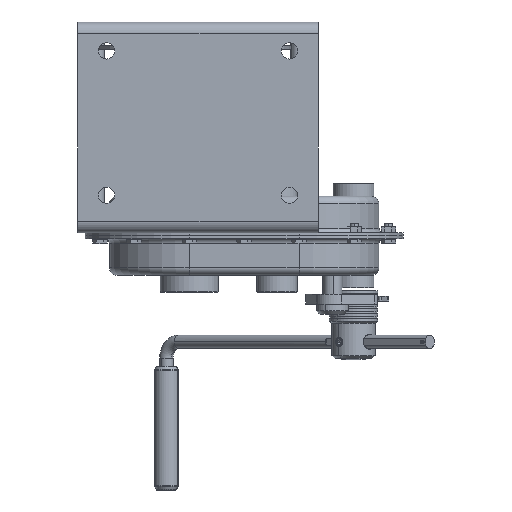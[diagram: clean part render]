
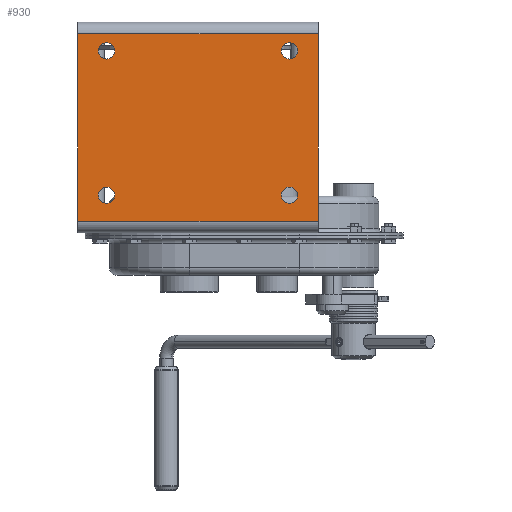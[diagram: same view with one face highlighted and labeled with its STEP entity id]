
A CAD part, left-side view. The second image highlights one B-rep face of the part: STEP entity #930.
In plain terms, the highlighted planar face has unit normal (-1, 0, 0).
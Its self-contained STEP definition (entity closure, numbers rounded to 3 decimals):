
#705 = EDGE_CURVE ( 'NONE', #2350, #2351, #6199, .T. ) ;
#709 = EDGE_CURVE ( 'NONE', #2354, #2355, #6201, .T. ) ;
#713 = EDGE_CURVE ( 'NONE', #2358, #2359, #6203, .T. ) ;
#717 = EDGE_CURVE ( 'NONE', #2362, #2363, #6205, .T. ) ;
#721 = EDGE_CURVE ( 'NONE', #2366, #2367, #12504, .T. ) ;
#735 = EDGE_CURVE ( 'NONE', #2367, #2377, #12546, .T. ) ;
#739 = EDGE_CURVE ( 'NONE', #2379, #2366, #12558, .T. ) ;
#825 = EDGE_CURVE ( 'NONE', #2377, #2379, #13012, .T. ) ;
#826 = EDGE_CURVE ( 'NONE', #2363, #2362, #6270, .T. ) ;
#828 = EDGE_CURVE ( 'NONE', #2359, #2358, #6272, .T. ) ;
#830 = EDGE_CURVE ( 'NONE', #2355, #2354, #6274, .T. ) ;
#832 = EDGE_CURVE ( 'NONE', #2351, #2350, #6276, .T. ) ;
#930 = ADVANCED_FACE ( 'NONE', ( #23794, #23799, #23801, #23803, #23805 ), #13525, .F. ) ;
#2350 = VERTEX_POINT ( 'NONE', #17580 ) ;
#2351 = VERTEX_POINT ( 'NONE', #17581 ) ;
#2354 = VERTEX_POINT ( 'NONE', #17584 ) ;
#2355 = VERTEX_POINT ( 'NONE', #17585 ) ;
#2358 = VERTEX_POINT ( 'NONE', #17588 ) ;
#2359 = VERTEX_POINT ( 'NONE', #17589 ) ;
#2362 = VERTEX_POINT ( 'NONE', #17592 ) ;
#2363 = VERTEX_POINT ( 'NONE', #17593 ) ;
#2366 = VERTEX_POINT ( 'NONE', #17596 ) ;
#2367 = VERTEX_POINT ( 'NONE', #17597 ) ;
#2377 = VERTEX_POINT ( 'NONE', #17607 ) ;
#2379 = VERTEX_POINT ( 'NONE', #17609 ) ;
#3477 = ORIENTED_EDGE ( 'NONE', *, *, #830, .T. ) ;
#3478 = ORIENTED_EDGE ( 'NONE', *, *, #832, .T. ) ;
#3479 = ORIENTED_EDGE ( 'NONE', *, *, #735, .T. ) ;
#3480 = ORIENTED_EDGE ( 'NONE', *, *, #705, .T. ) ;
#3481 = ORIENTED_EDGE ( 'NONE', *, *, #709, .T. ) ;
#3482 = ORIENTED_EDGE ( 'NONE', *, *, #828, .T. ) ;
#3483 = ORIENTED_EDGE ( 'NONE', *, *, #713, .T. ) ;
#3484 = ORIENTED_EDGE ( 'NONE', *, *, #826, .T. ) ;
#3485 = ORIENTED_EDGE ( 'NONE', *, *, #717, .T. ) ;
#3486 = ORIENTED_EDGE ( 'NONE', *, *, #825, .T. ) ;
#3487 = ORIENTED_EDGE ( 'NONE', *, *, #739, .T. ) ;
#3488 = ORIENTED_EDGE ( 'NONE', *, *, #721, .T. ) ;
#6199 = CIRCLE ( 'NONE', #23400, 8.5 ) ;
#6201 = CIRCLE ( 'NONE', #23404, 8.5 ) ;
#6203 = CIRCLE ( 'NONE', #23408, 8.5 ) ;
#6205 = CIRCLE ( 'NONE', #23412, 8.5 ) ;
#6270 = CIRCLE ( 'NONE', #23520, 8.5 ) ;
#6272 = CIRCLE ( 'NONE', #23523, 8.5 ) ;
#6274 = CIRCLE ( 'NONE', #23526, 8.5 ) ;
#6276 = CIRCLE ( 'NONE', #23528, 8.5 ) ;
#12449 = CARTESIAN_POINT ( 'NONE',  ( -134., 10., 42. ) ) ;
#12456 = DIRECTION ( 'NONE',  ( 1., 0., 0. ) ) ;
#12457 = DIRECTION ( 'NONE',  ( 0., 1., 0. ) ) ;
#12461 = CARTESIAN_POINT ( 'NONE',  ( -134., 10., 192. ) ) ;
#12468 = DIRECTION ( 'NONE',  ( 1., 0., 0. ) ) ;
#12469 = DIRECTION ( 'NONE',  ( 0., 1., 0. ) ) ;
#12473 = CARTESIAN_POINT ( 'NONE',  ( -134., 200., 42. ) ) ;
#12480 = DIRECTION ( 'NONE',  ( 1., 0., 0. ) ) ;
#12481 = DIRECTION ( 'NONE',  ( 0., 1., 0. ) ) ;
#12485 = CARTESIAN_POINT ( 'NONE',  ( -134., 200., 192. ) ) ;
#12492 = DIRECTION ( 'NONE',  ( 1., 0., 0. ) ) ;
#12493 = DIRECTION ( 'NONE',  ( 0., 1., 0. ) ) ;
#12504 = LINE ( 'NONE', #12505, #23417 ) ;
#12505 = CARTESIAN_POINT ( 'NONE',  ( -134., -20., 210. ) ) ;
#12506 = DIRECTION ( 'NONE',  ( 0., 1., 0. ) ) ;
#12546 = LINE ( 'NONE', #12547, #23432 ) ;
#12547 = CARTESIAN_POINT ( 'NONE',  ( -134., 230., 3. ) ) ;
#12548 = DIRECTION ( 'NONE',  ( 0., 0., -1. ) ) ;
#12558 = LINE ( 'NONE', #12559, #23436 ) ;
#12559 = CARTESIAN_POINT ( 'NONE',  ( -134., -20., 3. ) ) ;
#12560 = DIRECTION ( 'NONE',  ( 0., 0., 1. ) ) ;
#13011 = CARTESIAN_POINT ( 'NONE',  ( -134., 200., 192. ) ) ;
#13012 = LINE ( 'NONE', #13013, #23525 ) ;
#13013 = CARTESIAN_POINT ( 'NONE',  ( -134., 230., 15. ) ) ;
#13014 = DIRECTION ( 'NONE',  ( 0., -1., 0. ) ) ;
#13015 = DIRECTION ( 'NONE',  ( 1., 0., 0. ) ) ;
#13016 = DIRECTION ( 'NONE',  ( 0., 1., 0. ) ) ;
#13020 = CARTESIAN_POINT ( 'NONE',  ( -134., 200., 42. ) ) ;
#13021 = DIRECTION ( 'NONE',  ( 1., 0., 0. ) ) ;
#13022 = DIRECTION ( 'NONE',  ( 0., 1., 0. ) ) ;
#13026 = CARTESIAN_POINT ( 'NONE',  ( -134., 10., 192. ) ) ;
#13027 = DIRECTION ( 'NONE',  ( 1., 0., 0. ) ) ;
#13028 = DIRECTION ( 'NONE',  ( 0., 1., 0. ) ) ;
#13032 = CARTESIAN_POINT ( 'NONE',  ( -134., 10., 42. ) ) ;
#13033 = DIRECTION ( 'NONE',  ( 1., 0., 0. ) ) ;
#13034 = DIRECTION ( 'NONE',  ( 0., 1., 0. ) ) ;
#13525 = PLANE ( 'NONE',  #23798 ) ;
#13526 = CARTESIAN_POINT ( 'NONE',  ( -134., 230., 222. ) ) ;
#13527 = DIRECTION ( 'NONE',  ( 1., 0., 0. ) ) ;
#13528 = DIRECTION ( 'NONE',  ( 0., 1., 0. ) ) ;
#17580 = CARTESIAN_POINT ( 'NONE',  ( -134., 1.5, 42. ) ) ;
#17581 = CARTESIAN_POINT ( 'NONE',  ( -134., 18.5, 42. ) ) ;
#17584 = CARTESIAN_POINT ( 'NONE',  ( -134., 1.5, 192. ) ) ;
#17585 = CARTESIAN_POINT ( 'NONE',  ( -134., 18.5, 192. ) ) ;
#17588 = CARTESIAN_POINT ( 'NONE',  ( -134., 191.5, 42. ) ) ;
#17589 = CARTESIAN_POINT ( 'NONE',  ( -134., 208.5, 42. ) ) ;
#17592 = CARTESIAN_POINT ( 'NONE',  ( -134., 191.5, 192. ) ) ;
#17593 = CARTESIAN_POINT ( 'NONE',  ( -134., 208.5, 192. ) ) ;
#17596 = CARTESIAN_POINT ( 'NONE',  ( -134., -20., 210. ) ) ;
#17597 = CARTESIAN_POINT ( 'NONE',  ( -134., 230., 210. ) ) ;
#17607 = CARTESIAN_POINT ( 'NONE',  ( -134., 230., 15. ) ) ;
#17609 = CARTESIAN_POINT ( 'NONE',  ( -134., -20., 15. ) ) ;
#23400 = AXIS2_PLACEMENT_3D ( 'NONE', #12449, #12456, #12457 ) ;
#23404 = AXIS2_PLACEMENT_3D ( 'NONE', #12461, #12468, #12469 ) ;
#23408 = AXIS2_PLACEMENT_3D ( 'NONE', #12473, #12480, #12481 ) ;
#23412 = AXIS2_PLACEMENT_3D ( 'NONE', #12485, #12492, #12493 ) ;
#23417 = VECTOR ( 'NONE', #12506, 1000. ) ;
#23432 = VECTOR ( 'NONE', #12548, 1000. ) ;
#23436 = VECTOR ( 'NONE', #12560, 1000. ) ;
#23520 = AXIS2_PLACEMENT_3D ( 'NONE', #13011, #13015, #13016 ) ;
#23523 = AXIS2_PLACEMENT_3D ( 'NONE', #13020, #13021, #13022 ) ;
#23525 = VECTOR ( 'NONE', #13014, 1000. ) ;
#23526 = AXIS2_PLACEMENT_3D ( 'NONE', #13026, #13027, #13028 ) ;
#23528 = AXIS2_PLACEMENT_3D ( 'NONE', #13032, #13033, #13034 ) ;
#23794 = FACE_BOUND ( 'NONE', #26656, .T. ) ;
#23798 = AXIS2_PLACEMENT_3D ( 'NONE', #13526, #13527, #13528 ) ;
#23799 = FACE_BOUND ( 'NONE', #26693, .T. ) ;
#23801 = FACE_BOUND ( 'NONE', #26667, .T. ) ;
#23803 = FACE_BOUND ( 'NONE', #26734, .T. ) ;
#23805 = FACE_OUTER_BOUND ( 'NONE', #26623, .T. ) ;
#26623 = EDGE_LOOP ( 'NONE', ( #3486, #3487, #3488, #3479 ) ) ;
#26656 = EDGE_LOOP ( 'NONE', ( #3478, #3480 ) ) ;
#26667 = EDGE_LOOP ( 'NONE', ( #3482, #3483 ) ) ;
#26693 = EDGE_LOOP ( 'NONE', ( #3477, #3481 ) ) ;
#26734 = EDGE_LOOP ( 'NONE', ( #3484, #3485 ) ) ;
